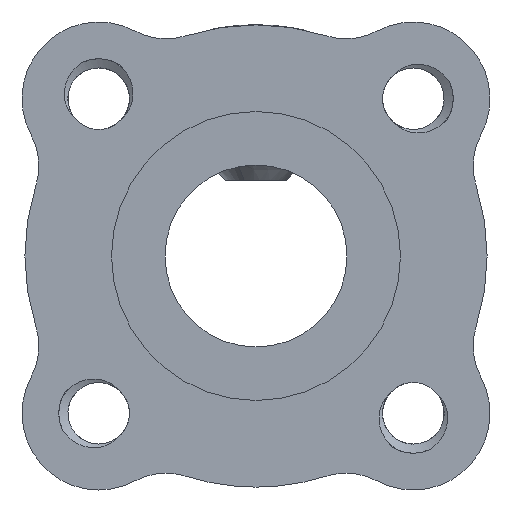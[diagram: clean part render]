
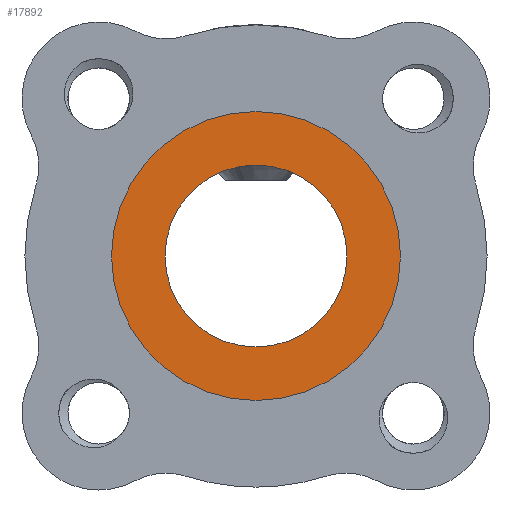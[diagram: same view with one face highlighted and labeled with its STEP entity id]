
A CAD part, front view. The second image highlights one B-rep face of the part: STEP entity #17892.
In plain terms, the highlighted planar face has unit normal (0, -1, 0).
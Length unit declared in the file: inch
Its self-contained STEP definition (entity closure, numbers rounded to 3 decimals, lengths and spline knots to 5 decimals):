
#401 = DIRECTION ( 'NONE',  ( 0., 0., 1. ) ) ;
#841 = VERTEX_POINT ( 'NONE', #14427 ) ;
#854 = FACE_OUTER_BOUND ( 'NONE', #15766, .T. ) ;
#871 = AXIS2_PLACEMENT_3D ( 'NONE', #19606, #13335, #11842 ) ;
#1613 = AXIS2_PLACEMENT_3D ( 'NONE', #15744, #9670, #401 ) ;
#1629 = DIRECTION ( 'NONE',  ( 0., 1., 0. ) ) ;
#1863 = EDGE_CURVE ( 'NONE', #12057, #17072, #12202, .T. ) ;
#2216 = DIRECTION ( 'NONE',  ( 0., 0., 1. ) ) ;
#2292 = CARTESIAN_POINT ( 'NONE',  ( 0., 0., 0. ) ) ;
#3036 = EDGE_CURVE ( 'NONE', #841, #3657, #3183, .T. ) ;
#3183 = CIRCLE ( 'NONE', #10071, 0.25 ) ;
#3657 = VERTEX_POINT ( 'NONE', #10954 ) ;
#3800 = AXIS2_PLACEMENT_3D ( 'NONE', #6097, #1629, #15488 ) ;
#3896 = CARTESIAN_POINT ( 'NONE',  ( 0., 0., -0.15748 ) ) ;
#4329 = EDGE_CURVE ( 'NONE', #3657, #841, #17946, .T. ) ;
#4497 = ORIENTED_EDGE ( 'NONE', *, *, #1863, .T. ) ;
#5446 = AXIS2_PLACEMENT_3D ( 'NONE', #2292, #19071, #2216 ) ;
#6097 = CARTESIAN_POINT ( 'NONE',  ( 0., 0., 0. ) ) ;
#6544 = DIRECTION ( 'NONE',  ( 0., 0., 1. ) ) ;
#7814 = EDGE_CURVE ( 'NONE', #17072, #12057, #15076, .T. ) ;
#8107 = DIRECTION ( 'NONE',  ( 0., 1., 0. ) ) ;
#9662 = CARTESIAN_POINT ( 'NONE',  ( 0., 0., 0.15748 ) ) ;
#9670 = DIRECTION ( 'NONE',  ( 0., 1., 0. ) ) ;
#10071 = AXIS2_PLACEMENT_3D ( 'NONE', #14253, #8107, #6544 ) ;
#10954 = CARTESIAN_POINT ( 'NONE',  ( 0., 0., -0.25 ) ) ;
#11842 = DIRECTION ( 'NONE',  ( 0., 0., 1. ) ) ;
#12057 = VERTEX_POINT ( 'NONE', #9662 ) ;
#12202 = CIRCLE ( 'NONE', #871, 0.15748 ) ;
#13335 = DIRECTION ( 'NONE',  ( 0., 1., 0. ) ) ;
#13434 = ORIENTED_EDGE ( 'NONE', *, *, #7814, .T. ) ;
#13820 = ORIENTED_EDGE ( 'NONE', *, *, #4329, .F. ) ;
#13897 = EDGE_LOOP ( 'NONE', ( #4497, #13434 ) ) ;
#14253 = CARTESIAN_POINT ( 'NONE',  ( 0., 0., 0. ) ) ;
#14427 = CARTESIAN_POINT ( 'NONE',  ( 0., 0., 0.25 ) ) ;
#15076 = CIRCLE ( 'NONE', #1613, 0.15748 ) ;
#15488 = DIRECTION ( 'NONE',  ( 0., 0., 1. ) ) ;
#15744 = CARTESIAN_POINT ( 'NONE',  ( 0., 0., 0. ) ) ;
#15766 = EDGE_LOOP ( 'NONE', ( #13820, #17614 ) ) ;
#16981 = PLANE ( 'NONE',  #3800 ) ;
#17071 = FACE_BOUND ( 'NONE', #13897, .T. ) ;
#17072 = VERTEX_POINT ( 'NONE', #3896 ) ;
#17614 = ORIENTED_EDGE ( 'NONE', *, *, #3036, .F. ) ;
#17892 = ADVANCED_FACE ( 'NONE', ( #17071, #854 ), #16981, .F. ) ;
#17946 = CIRCLE ( 'NONE', #5446, 0.25 ) ;
#19071 = DIRECTION ( 'NONE',  ( 0., 1., 0. ) ) ;
#19606 = CARTESIAN_POINT ( 'NONE',  ( 0., 0., 0. ) ) ;
